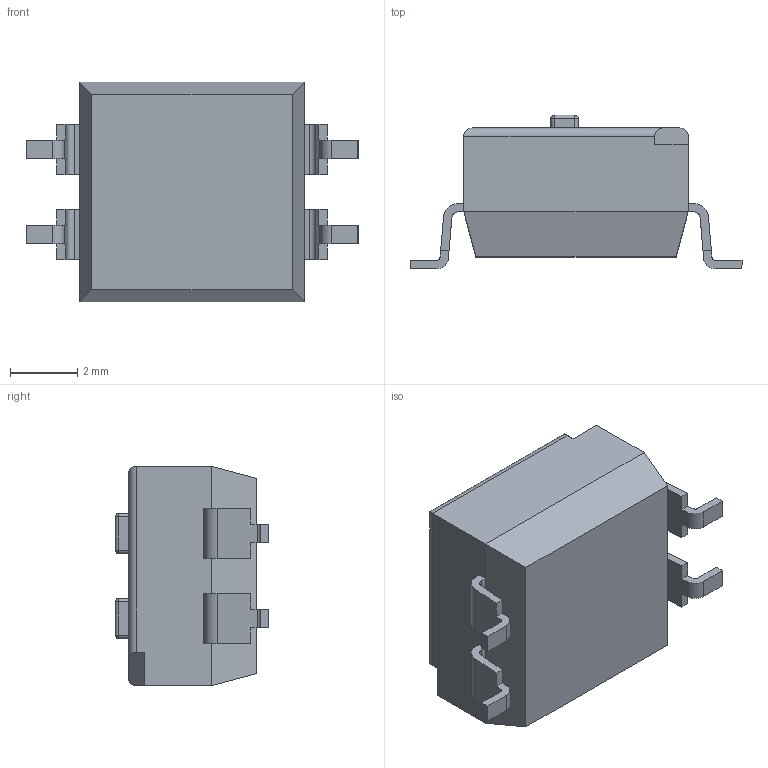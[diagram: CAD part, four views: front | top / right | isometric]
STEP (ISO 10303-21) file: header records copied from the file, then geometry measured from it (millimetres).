
FILE_DESCRIPTION (( 'STEP AP214' ), '1' );
FILE_NAME ('219-2MSTR.STEP', '2022-01-18T20:54:24', ( '' ), ( '' ), 'SwSTEP 2.0', 'SolidWorks 2017', '' );
FILE_SCHEMA (( 'AUTOMOTIVE_DESIGN' ));
Length unit declared in the file: millimetre
Products named in the file (1): 219-2MSTR
Bounding box: 9.91 x 4.58 x 6.55 mm (x, y, z)
Volume: 163.5 mm3; surface area: 230 mm2
Topology: 8 solids, 8 shells, 163 faces, 408 edges, 256 vertices
Faces by surface type: plane 119, cylinder 36, bspline 8
Entity records: 4907 total; most frequent: CARTESIAN_POINT 964, ORIENTED_EDGE 800, DIRECTION 768, EDGE_CURVE 400, VECTOR 328, LINE 328, VERTEX_POINT 256, AXIS2_PLACEMENT_3D 220
